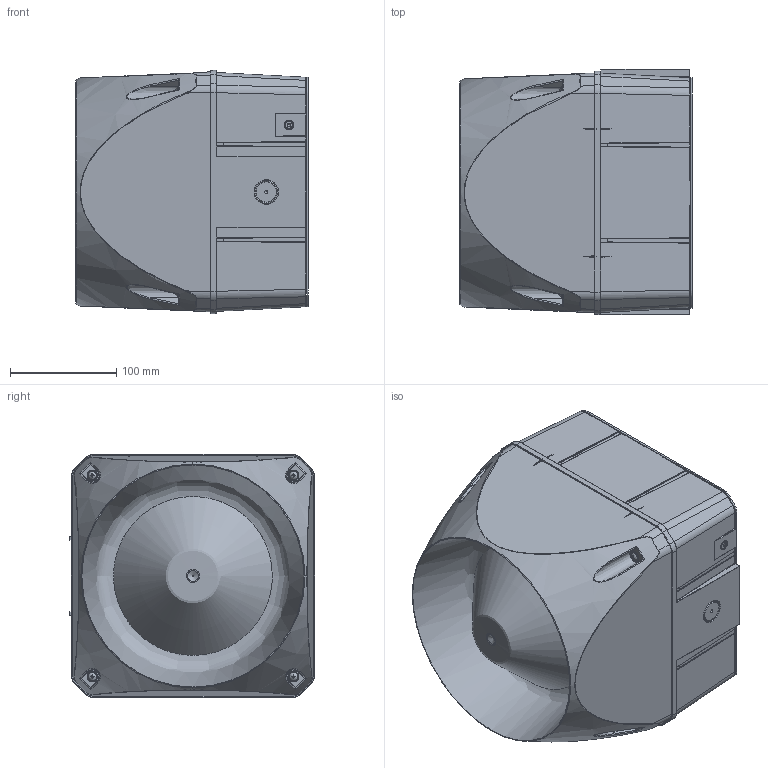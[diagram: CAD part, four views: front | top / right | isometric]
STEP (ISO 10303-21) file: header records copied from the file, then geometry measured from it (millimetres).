
FILE_DESCRIPTION(/* description */ (''),/* implementation_level */ '2;1');
FILE_NAME(/* name */ 'ASX.stp',/* time_stamp */ '2014-05-26T10:54:53+02:00',/* author */ (''),/* organization */ (''),/* preprocessor_version */ 'ST-DEVELOPER v11',/* originating_system */ 'SIEMENS PLM Software NX 7.5',/* authorisation */ '');
FILE_SCHEMA (('AUTOMOTIVE_DESIGN { 1 0 10303 214 1 1 1 1 }'));
Products named in the file (1): m.ne4AD66awt
Bounding box: 218.55 x 230.2 x 228.4 mm (x, y, z)
Volume: 8805670.6 mm3; surface area: 428920.3 mm2
Topology: 2 solids, 8 shells, 1519 faces, 3574 edges, 1995 vertices
Faces by surface type: cylinder 545, plane 384, bspline 267, torus 143, sphere 95, cone 67, extrusion 16, revolution 2
Full cylindrical faces by diameter (mm): 3 x1, 4 x1, 4.3 x1, 6.3 x1, 6.5 x8, 10 x4, 22.7 x4, 31 x1, 148.339 x1
Entity records: 51154 total; most frequent: CARTESIAN_POINT 18686, DIRECTION 6941, ORIENTED_EDGE 6586, EDGE_CURVE 3293, AXIS2_PLACEMENT_3D 2782, VERTEX_POINT 1949, EDGE_LOOP 1696, ADVANCED_FACE 1519
